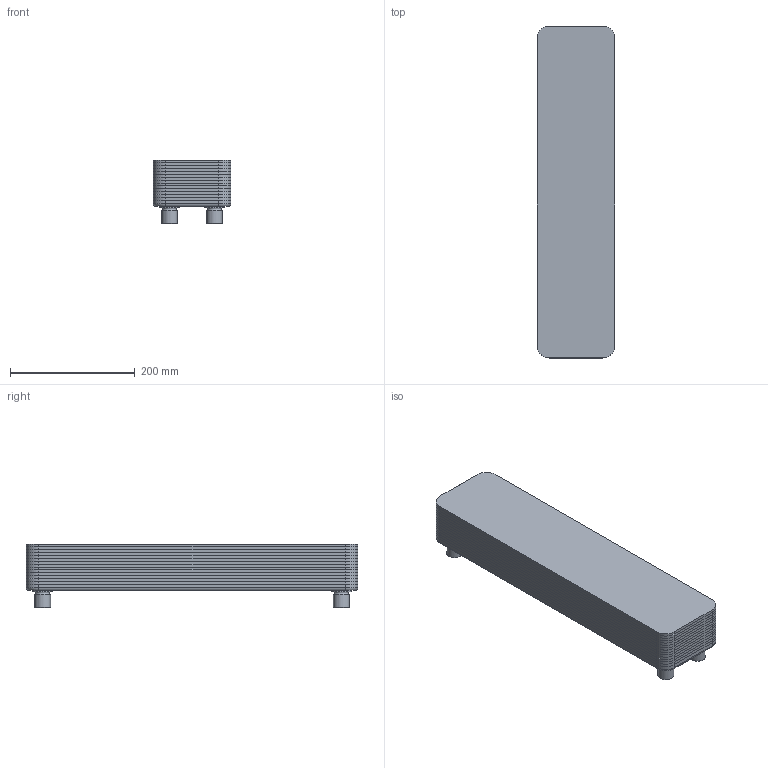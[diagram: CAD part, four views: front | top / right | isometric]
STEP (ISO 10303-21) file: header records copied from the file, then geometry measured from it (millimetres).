
FILE_DESCRIPTION((''),'2;1');
FILE_NAME('PBU20.stp','2014-09-03T00:08:52',('Martin'),(''),'Autodesk Inventor 2012','Autodesk Inventor 2012','');
FILE_SCHEMA(('AUTOMOTIVE_DESIGN { 1 0 10303 214 1 1 1 1 }'));
Length unit declared in the file: millimetre
Products named in the file (6): Zusammenbau; Grundplatte; Kupferplatte; Kupferplatte_CPY; Anschluss G1; Typenschild
Assembly tree (20 placements, depth 2):
  Zusammenbau
    Grundplatte
    Kupferplatte  x7
    Kupferplatte_CPY  x7
    Anschluss G1  x4
    Typenschild
Bounding box: 125 x 532 x 102.4 mm (x, y, z)
Volume: 4940254.1 mm3; surface area: 2112258.7 mm2
Topology: 20 solids, 20 shells, 308 faces, 676 edges, 420 vertices
Faces by surface type: plane 164, cylinder 76, cone 60, torus 8
Full cylindrical faces by diameter (mm): 20 x4, 25.6 x4, 31.6 x4
Entity records: 2188 total; most frequent: DIRECTION 388, CARTESIAN_POINT 338, ORIENTED_EDGE 280, AXIS2_PLACEMENT_3D 146, EDGE_CURVE 140, VECTOR 96, LINE 96, VERTEX_POINT 88
